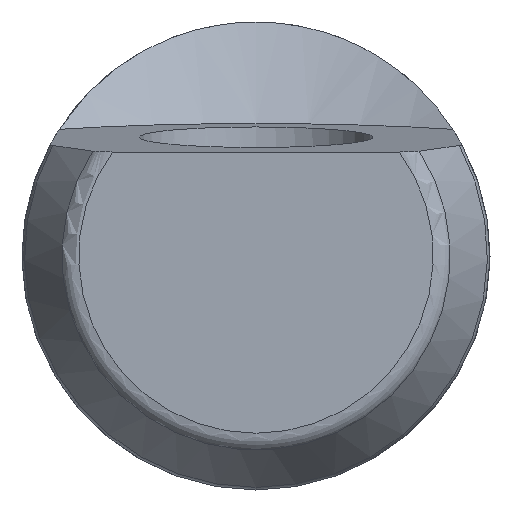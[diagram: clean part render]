
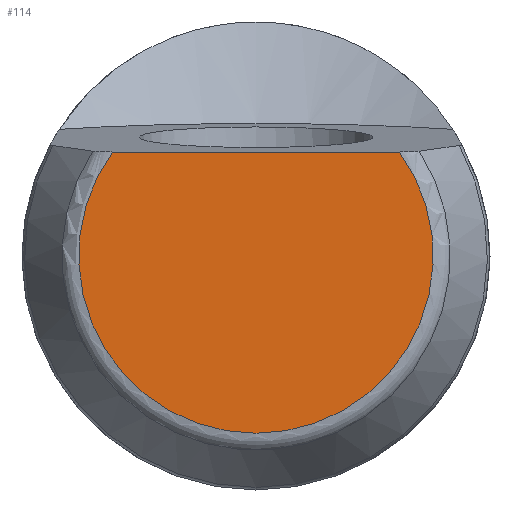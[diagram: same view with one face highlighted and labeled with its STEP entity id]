
A CAD part, left-side view. The second image highlights one B-rep face of the part: STEP entity #114.
In plain terms, the highlighted planar face has unit normal (-1, 0, 0).
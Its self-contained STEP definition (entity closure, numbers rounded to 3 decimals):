
#88=PLANE('',#309);
#93=LINE('',#488,#94);
#94=VECTOR('',#356,1.);
#106=FACE_OUTER_BOUND('',#166,.T.);
#114=ADVANCED_FACE('',(#106),#88,.T.);
#166=EDGE_LOOP('',(#205,#206));
#205=ORIENTED_EDGE('',*,*,#269,.T.);
#206=ORIENTED_EDGE('',*,*,#272,.T.);
#247=VERTEX_POINT('',#459);
#248=VERTEX_POINT('',#460);
#269=EDGE_CURVE('',#247,#248,#287,.T.);
#272=EDGE_CURVE('',#248,#247,#93,.T.);
#287=CIRCLE('',#307,13.634);
#307=AXIS2_PLACEMENT_3D('',#458,#352,#353);
#309=AXIS2_PLACEMENT_3D('',#489,#357,#358);
#352=DIRECTION('',(-1.,0.,0.));
#353=DIRECTION('',(0.,0.,1.));
#356=DIRECTION('',(0.,1.,0.));
#357=DIRECTION('',(-1.,0.,0.));
#358=DIRECTION('',(0.,0.,1.));
#458=CARTESIAN_POINT('',(0.,0.,0.));
#459=CARTESIAN_POINT('',(0.,11.04,8.));
#460=CARTESIAN_POINT('',(0.,-11.04,8.));
#488=CARTESIAN_POINT('',(0.,0.,8.));
#489=CARTESIAN_POINT('',(0.,0.,0.));
